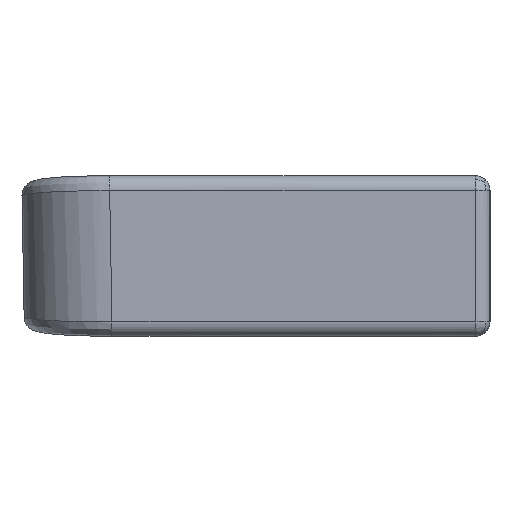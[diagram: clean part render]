
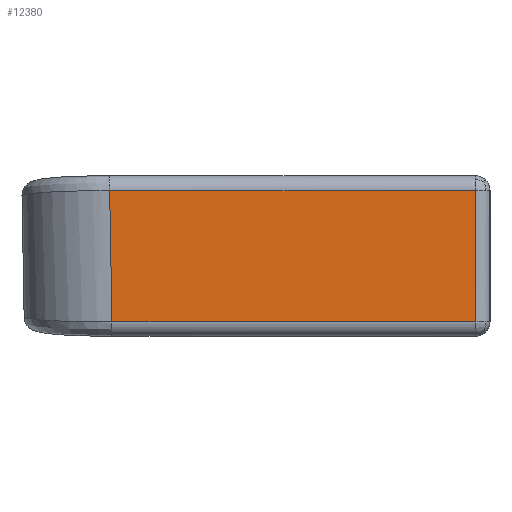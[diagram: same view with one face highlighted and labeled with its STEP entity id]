
A CAD part, left-side view. The second image highlights one B-rep face of the part: STEP entity #12380.
In plain terms, the highlighted planar face has unit normal (-1, 0, -0.018).
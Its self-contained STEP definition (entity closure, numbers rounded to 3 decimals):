
#920=CARTESIAN_POINT('',(-84.844,0.,-54.502));
#930=VERTEX_POINT('',#920);
#960=CARTESIAN_POINT('',(-84.922,0.,-50.017));
#970=DIRECTION('',(-0.017,0.,1.));
#980=VECTOR('',#970,1.);
#990=LINE('',#960,#980);
#1000=CARTESIAN_POINT('',(-85.,0.,-45.522));
#1010=VERTEX_POINT('',#1000);
#1020=EDGE_CURVE('',#930,#1010,#990,.T.);
#7040=CARTESIAN_POINT('',(-85.,25.001,
-45.522));
#7050=VERTEX_POINT('',#7040);
#7080=CARTESIAN_POINT('',(-84.92,24.921,
-50.105));
#7090=DIRECTION('',(-0.017,0.017,
1.));
#7100=VECTOR('',#7090,1.);
#7110=LINE('',#7080,#7100);
#7120=CARTESIAN_POINT('',(-84.844,24.844,
-54.502));
#7130=VERTEX_POINT('',#7120);
#7140=EDGE_CURVE('',#7130,#7050,#7110,.T.);
#12170=CARTESIAN_POINT('',(-85.,-1.,-45.549));
#12180=DIRECTION('',(1.,-0.,0.017));
#12190=DIRECTION('',(0.017,0.,-1.));
#12200=AXIS2_PLACEMENT_3D('',#12170,#12180,#12190);
#12210=PLANE('',#12200);
#12220=ORIENTED_EDGE('',*,*,#1020,.T.);
#12230=CARTESIAN_POINT('',(-84.844,-1.,-54.502));
#12240=DIRECTION('',(0.,1.,0.));
#12250=VECTOR('',#12240,1.);
#12260=LINE('',#12230,#12250);
#12270=EDGE_CURVE('',#930,#7130,#12260,.T.);
#12280=ORIENTED_EDGE('',*,*,#12270,.F.);
#12290=ORIENTED_EDGE('',*,*,#7140,.F.);
#12300=CARTESIAN_POINT('',(-85.,-1.,-45.522));
#12310=DIRECTION('',(0.,1.,0.));
#12320=VECTOR('',#12310,1.);
#12330=LINE('',#12300,#12320);
#12340=EDGE_CURVE('',#1010,#7050,#12330,.T.);
#12350=ORIENTED_EDGE('',*,*,#12340,.T.);
#12360=EDGE_LOOP('',(#12350,#12290,#12280,#12220));
#12370=FACE_OUTER_BOUND('',#12360,.T.);
#12380=ADVANCED_FACE('',(#12370),#12210,.F.);
